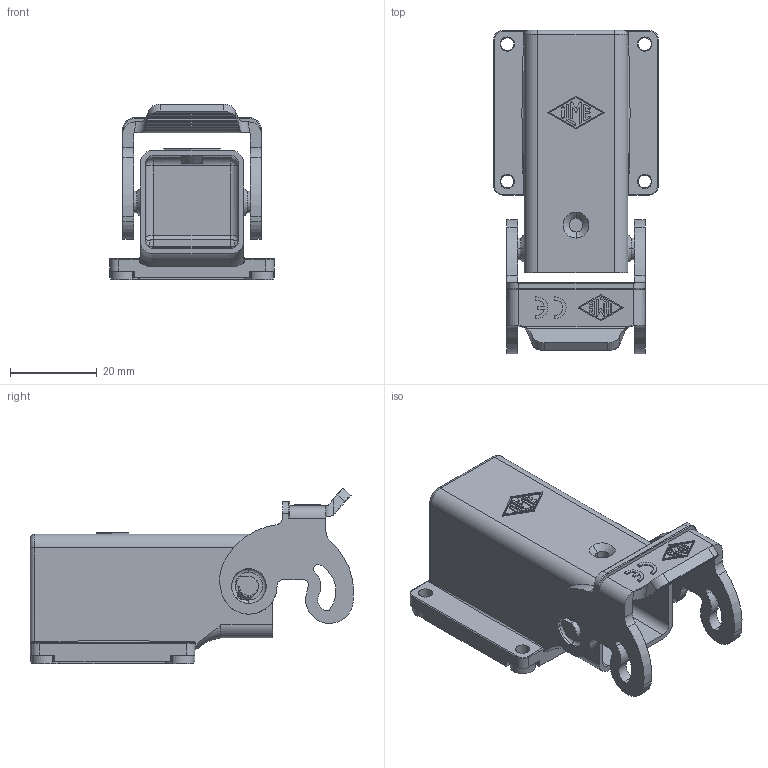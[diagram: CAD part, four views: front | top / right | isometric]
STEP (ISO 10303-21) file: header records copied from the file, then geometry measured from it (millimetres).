
FILE_DESCRIPTION(('Creo Elements/Direct Modeling STEP Export'),'2;1');
FILE_NAME('0ln7uvk5tn78dge2880','2023-11-14T14:33:45',(''),(''),'Creo Elements/Direct Modeling STEP processor for AP214 (Solid Model)','Creo Elements/Direct Modeling 20.1B 02-Apr-2019 (C) Parametric Technology GmbH','');
FILE_SCHEMA(('AUTOMOTIVE_DESIGN { 1 0 10303 214 1 1 1 1 }'));
Length unit declared in the file: millimetre
Products named in the file (2): CK 03 IA4N
Assembly tree (1 placements, depth 2):
  CK 03 IA4N
    CK 03 IA4N
Bounding box: 38 x 74.68 x 40.64 mm (x, y, z)
Volume: 14719.4 mm3; surface area: 17501.3 mm2
Topology: 1 solids, 1 shells, 676 faces, 1893 edges, 1216 vertices
Faces by surface type: plane 318, cylinder 285, bspline 40, torus 20, cone 11, sphere 2
Entity records: 42625 total; most frequent: CARTESIAN_POINT 20274, ORIENTED_EDGE 3770, DIRECTION 3347, EDGE_CURVE 1885, VERTEX_POINT 1216, AXIS2_PLACEMENT_3D 1170, VECTOR 1007, LINE 1007
